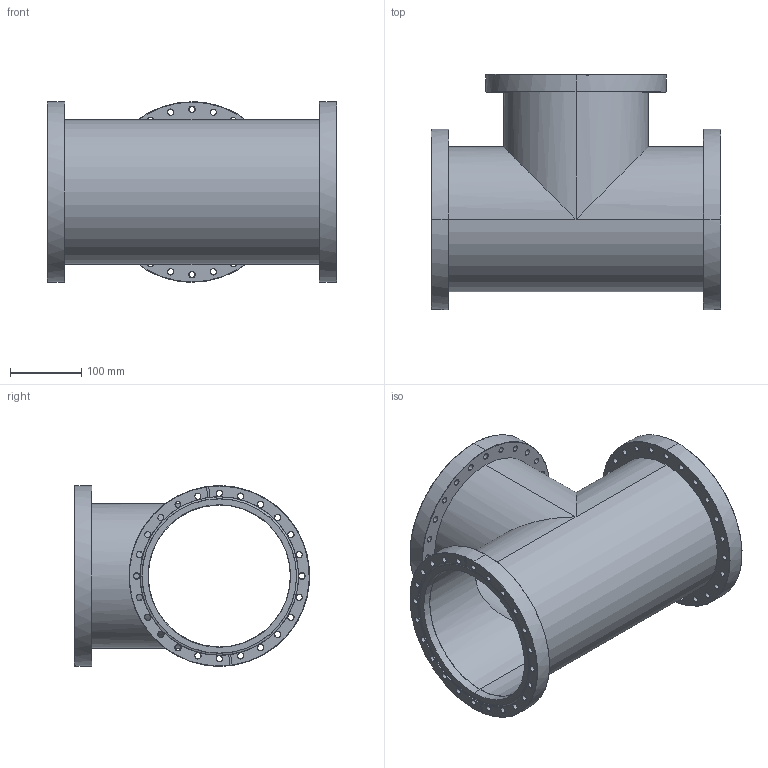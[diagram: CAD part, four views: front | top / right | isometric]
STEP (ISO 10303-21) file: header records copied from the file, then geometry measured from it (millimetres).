
FILE_DESCRIPTION (( 'STEP AP214' ), '1' );
FILE_NAME ('Hositrad_FT200-200.STEP', '2017-05-22T12:59:51', ( 'Gebruiker' ), ( '' ), 'SwSTEP 2.0', 'SolidWorks 2017', '' );
FILE_SCHEMA (( 'AUTOMOTIVE_DESIGN' ));
Length unit declared in the file: millimetre
Products named in the file (3): Equal-T-All_200-200; Hositrad_FT200-200; NW200CF-Weld_-203
Assembly tree (4 placements, depth 2):
  Hositrad_FT200-200
    Equal-T-All_200-200
    NW200CF-Weld_-203  x3
Bounding box: 406.4 x 329.8 x 253.2 mm (x, y, z)
Volume: 1791156.7 mm3; surface area: 823008.6 mm2
Topology: 4 solids, 4 shells, 481 faces, 1144 edges, 673 vertices
Faces by surface type: cone 267, cylinder 178, plane 36
Entity records: 5093 total; most frequent: DIRECTION 965, CARTESIAN_POINT 835, ORIENTED_EDGE 800, EDGE_CURVE 400, AXIS2_PLACEMENT_3D 397, VERTEX_POINT 235, EDGE_LOOP 223, CIRCLE 221
